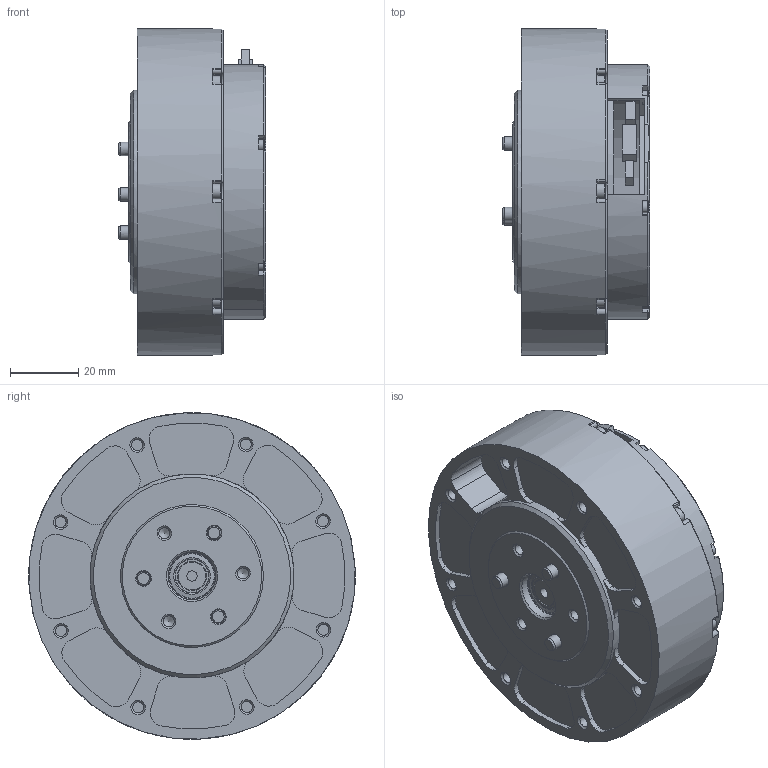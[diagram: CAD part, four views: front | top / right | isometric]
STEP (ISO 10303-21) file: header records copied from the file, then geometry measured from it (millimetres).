
FILE_DESCRIPTION(/* description */ (''),/* implementation_level */ '2;1');
FILE_NAME(/* name */ 'Cheetah motor.stp',/* time_stamp */ '2023-11-01T20:45:57+03:00',/* author */ (''),/* organization */ (''),/* preprocessor_version */ 'ST-DEVELOPER v16.7',/* originating_system */ 'SIEMENS PLM Software NX 12.0',/* authorisation */ '');
FILE_SCHEMA (('AUTOMOTIVE_DESIGN { 1 0 10303 214 3 1 1 1 }'));
Length unit declared in the file: millimetre
Products named in the file (1): Cheetah motor
Bounding box: 43.3 x 95.98 x 95.98 mm (x, y, z)
Volume: 199963 mm3; surface area: 41270.6 mm2
Topology: 4 solids, 7 shells, 597 faces, 1568 edges, 1052 vertices
Faces by surface type: plane 273, cylinder 199, cone 103, torus 16, sphere 6
Full cylindrical faces by diameter (mm): 3 x1, 3.242 x19, 3.5 x6, 4 x6, 4.5 x8, 8.4 x1, 10 x1, 14 x2, 60 x1, 96 x1
Entity records: 19138 total; most frequent: DIRECTION 3479, CARTESIAN_POINT 3252, ORIENTED_EDGE 3124, EDGE_CURVE 1562, AXIS2_PLACEMENT_3D 1333, VERTEX_POINT 1052, LINE 813, VECTOR 813
